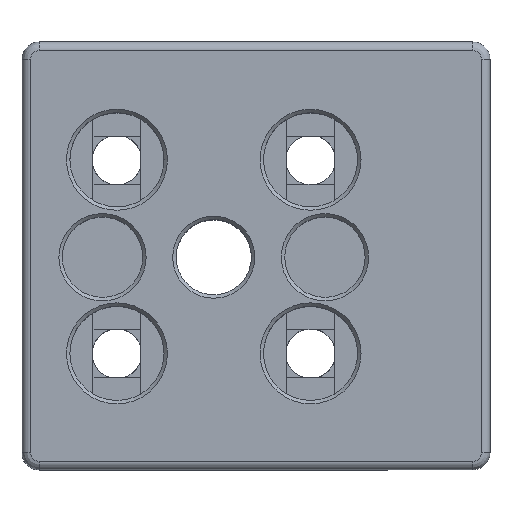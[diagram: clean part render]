
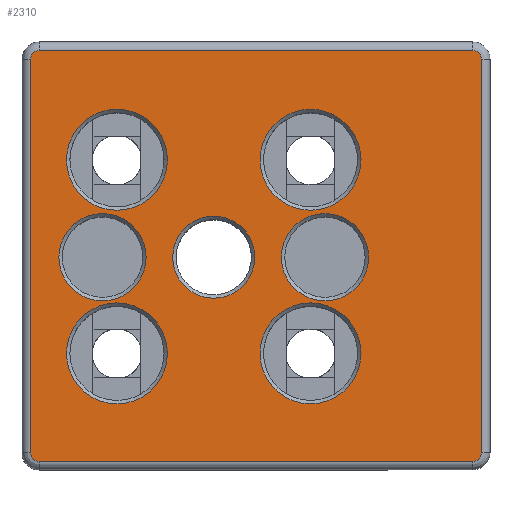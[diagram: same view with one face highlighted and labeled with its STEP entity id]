
A CAD part, top view. The second image highlights one B-rep face of the part: STEP entity #2310.
In plain terms, the highlighted planar face has unit normal (0, 0, 1).
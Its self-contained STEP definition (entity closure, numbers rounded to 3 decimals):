
#28=FACE_BOUND('',#283,.T.);
#29=FACE_BOUND('',#284,.T.);
#30=FACE_BOUND('',#285,.T.);
#31=FACE_BOUND('',#286,.T.);
#32=FACE_BOUND('',#287,.T.);
#33=FACE_BOUND('',#288,.T.);
#34=FACE_BOUND('',#289,.T.);
#139=FACE_OUTER_BOUND('',#282,.T.);
#282=EDGE_LOOP('',(#1619,#1620,#1621,#1622,#1623,#1624,#1625,#1626));
#283=EDGE_LOOP('',(#1627));
#284=EDGE_LOOP('',(#1628));
#285=EDGE_LOOP('',(#1629));
#286=EDGE_LOOP('',(#1630));
#287=EDGE_LOOP('',(#1631));
#288=EDGE_LOOP('',(#1632));
#289=EDGE_LOOP('',(#1633));
#408=CIRCLE('',#2440,0.5);
#412=CIRCLE('',#2445,0.5);
#427=CIRCLE('',#2474,2.95);
#430=CIRCLE('',#2478,2.95);
#432=CIRCLE('',#2481,2.95);
#435=CIRCLE('',#2485,2.95);
#447=CIRCLE('',#2509,2.55);
#449=CIRCLE('',#2513,2.55);
#450=CIRCLE('',#2515,0.5);
#451=CIRCLE('',#2516,0.5);
#452=CIRCLE('',#2517,2.4);
#560=LINE('',#3497,#747);
#562=LINE('',#3517,#749);
#564=LINE('',#3537,#751);
#593=LINE('',#3718,#780);
#747=VECTOR('',#2735,10.);
#749=VECTOR('',#2747,10.);
#751=VECTOR('',#2759,10.);
#780=VECTOR('',#2922,10.);
#934=VERTEX_POINT('',#3490);
#937=VERTEX_POINT('',#3495);
#939=VERTEX_POINT('',#3509);
#941=VERTEX_POINT('',#3515);
#943=VERTEX_POINT('',#3529);
#945=VERTEX_POINT('',#3535);
#964=VERTEX_POINT('',#3628);
#967=VERTEX_POINT('',#3636);
#969=VERTEX_POINT('',#3642);
#972=VERTEX_POINT('',#3650);
#992=VERTEX_POINT('',#3704);
#994=VERTEX_POINT('',#3712);
#995=VERTEX_POINT('',#3716);
#996=VERTEX_POINT('',#3717);
#997=VERTEX_POINT('',#3721);
#1150=EDGE_CURVE('',#937,#934,#560,.T.);
#1153=EDGE_CURVE('',#939,#937,#408,.T.);
#1156=EDGE_CURVE('',#941,#939,#562,.T.);
#1159=EDGE_CURVE('',#943,#941,#412,.T.);
#1162=EDGE_CURVE('',#945,#943,#564,.T.);
#1193=EDGE_CURVE('',#964,#964,#427,.T.);
#1197=EDGE_CURVE('',#967,#967,#430,.T.);
#1200=EDGE_CURVE('',#969,#969,#432,.T.);
#1204=EDGE_CURVE('',#972,#972,#435,.T.);
#1226=EDGE_CURVE('',#992,#992,#447,.T.);
#1230=EDGE_CURVE('',#994,#994,#449,.T.);
#1231=EDGE_CURVE('',#995,#996,#593,.T.);
#1232=EDGE_CURVE('',#934,#995,#450,.T.);
#1233=EDGE_CURVE('',#996,#945,#451,.T.);
#1234=EDGE_CURVE('',#997,#997,#452,.T.);
#1619=ORIENTED_EDGE('',*,*,#1231,.F.);
#1620=ORIENTED_EDGE('',*,*,#1232,.F.);
#1621=ORIENTED_EDGE('',*,*,#1150,.F.);
#1622=ORIENTED_EDGE('',*,*,#1153,.F.);
#1623=ORIENTED_EDGE('',*,*,#1156,.F.);
#1624=ORIENTED_EDGE('',*,*,#1159,.F.);
#1625=ORIENTED_EDGE('',*,*,#1162,.F.);
#1626=ORIENTED_EDGE('',*,*,#1233,.F.);
#1627=ORIENTED_EDGE('',*,*,#1230,.F.);
#1628=ORIENTED_EDGE('',*,*,#1204,.F.);
#1629=ORIENTED_EDGE('',*,*,#1197,.F.);
#1630=ORIENTED_EDGE('',*,*,#1193,.F.);
#1631=ORIENTED_EDGE('',*,*,#1200,.F.);
#1632=ORIENTED_EDGE('',*,*,#1226,.F.);
#1633=ORIENTED_EDGE('',*,*,#1234,.F.);
#2211=PLANE('',#2514);
#2310=ADVANCED_FACE('',(#139,#28,#29,#30,#31,#32,#33,#34),#2211,.T.);
#2440=AXIS2_PLACEMENT_3D('',#3511,#2740,#2741);
#2445=AXIS2_PLACEMENT_3D('',#3531,#2752,#2753);
#2474=AXIS2_PLACEMENT_3D('',#3630,#2825,#2826);
#2478=AXIS2_PLACEMENT_3D('',#3638,#2834,#2835);
#2481=AXIS2_PLACEMENT_3D('',#3644,#2841,#2842);
#2485=AXIS2_PLACEMENT_3D('',#3652,#2850,#2851);
#2509=AXIS2_PLACEMENT_3D('',#3706,#2908,#2909);
#2513=AXIS2_PLACEMENT_3D('',#3714,#2918,#2919);
#2514=AXIS2_PLACEMENT_3D('',#3715,#2920,#2921);
#2515=AXIS2_PLACEMENT_3D('',#3719,#2923,#2924);
#2516=AXIS2_PLACEMENT_3D('',#3720,#2925,#2926);
#2517=AXIS2_PLACEMENT_3D('',#3722,#2927,#2928);
#2735=DIRECTION('',(0.,-1.,0.));
#2740=DIRECTION('center_axis',(0.,0.,
-1.));
#2741=DIRECTION('ref_axis',(0.707,0.707,0.));
#2747=DIRECTION('',(1.,0.,0.));
#2752=DIRECTION('center_axis',(0.,0.,
-1.));
#2753=DIRECTION('ref_axis',(-0.707,0.707,0.));
#2759=DIRECTION('',(0.,1.,0.));
#2825=DIRECTION('center_axis',(0.,0.,
1.));
#2826=DIRECTION('ref_axis',(0.,-1.,0.));
#2834=DIRECTION('center_axis',(0.,0.,
1.));
#2835=DIRECTION('ref_axis',(-1.,0.,0.));
#2841=DIRECTION('center_axis',(0.,0.,
1.));
#2842=DIRECTION('ref_axis',(0.,-1.,0.));
#2850=DIRECTION('center_axis',(0.,0.,
1.));
#2851=DIRECTION('ref_axis',(-1.,0.,0.));
#2908=DIRECTION('center_axis',(0.,0.,
1.));
#2909=DIRECTION('ref_axis',(0.,-1.,0.));
#2918=DIRECTION('center_axis',(0.,0.,
1.));
#2919=DIRECTION('ref_axis',(0.,-1.,0.));
#2920=DIRECTION('center_axis',(0.,0.,
1.));
#2921=DIRECTION('ref_axis',(0.,-1.,0.));
#2922=DIRECTION('',(-1.,0.,0.));
#2923=DIRECTION('center_axis',(0.,0.,
-1.));
#2924=DIRECTION('ref_axis',(0.707,-0.707,0.));
#2925=DIRECTION('center_axis',(0.,0.,
-1.));
#2926=DIRECTION('ref_axis',(-0.707,-0.707,0.));
#2927=DIRECTION('center_axis',(0.,0.,
1.));
#2928=DIRECTION('ref_axis',(0.,1.,0.));
#3490=CARTESIAN_POINT('',(14.848,-22.174,15.186));
#3495=CARTESIAN_POINT('',(14.848,0.826,15.186));
#3497=CARTESIAN_POINT('',(14.848,11.826,15.186));
#3509=CARTESIAN_POINT('',(14.348,1.326,15.186));
#3511=CARTESIAN_POINT('Origin',(14.348,0.826,15.186));
#3515=CARTESIAN_POINT('',(-11.,1.326,15.186));
#3517=CARTESIAN_POINT('',(-12.,1.326,15.186));
#3529=CARTESIAN_POINT('',(-11.5,0.826,15.186));
#3531=CARTESIAN_POINT('Origin',(-11.,0.826,15.186));
#3535=CARTESIAN_POINT('',(-11.5,-22.174,15.186));
#3537=CARTESIAN_POINT('',(-11.5,-11.174,15.186));
#3628=CARTESIAN_POINT('',(4.862,-2.11,15.186));
#3630=CARTESIAN_POINT('Origin',(4.862,-5.06,15.186));
#3636=CARTESIAN_POINT('',(7.812,-16.373,15.186));
#3638=CARTESIAN_POINT('Origin',(4.862,-16.373,15.186));
#3642=CARTESIAN_POINT('',(-6.452,-2.11,15.186));
#3644=CARTESIAN_POINT('Origin',(-6.452,-5.06,15.186));
#3650=CARTESIAN_POINT('',(-3.502,-16.373,15.186));
#3652=CARTESIAN_POINT('Origin',(-6.452,-16.373,15.186));
#3704=CARTESIAN_POINT('',(5.705,-8.202,15.186));
#3706=CARTESIAN_POINT('Origin',(5.705,-10.752,15.186));
#3712=CARTESIAN_POINT('',(-7.295,-8.202,15.186));
#3714=CARTESIAN_POINT('Origin',(-7.295,-10.752,15.186));
#3715=CARTESIAN_POINT('Origin',(-12.,11.826,15.186));
#3716=CARTESIAN_POINT('',(14.348,-22.674,15.186));
#3717=CARTESIAN_POINT('',(-11.,-22.674,15.186));
#3718=CARTESIAN_POINT('',(1.674,-22.674,15.186));
#3719=CARTESIAN_POINT('Origin',(14.348,-22.174,15.186));
#3720=CARTESIAN_POINT('Origin',(-11.,-22.174,15.186));
#3721=CARTESIAN_POINT('',(-0.795,-13.152,15.186));
#3722=CARTESIAN_POINT('Origin',(-0.795,-10.752,15.186));
